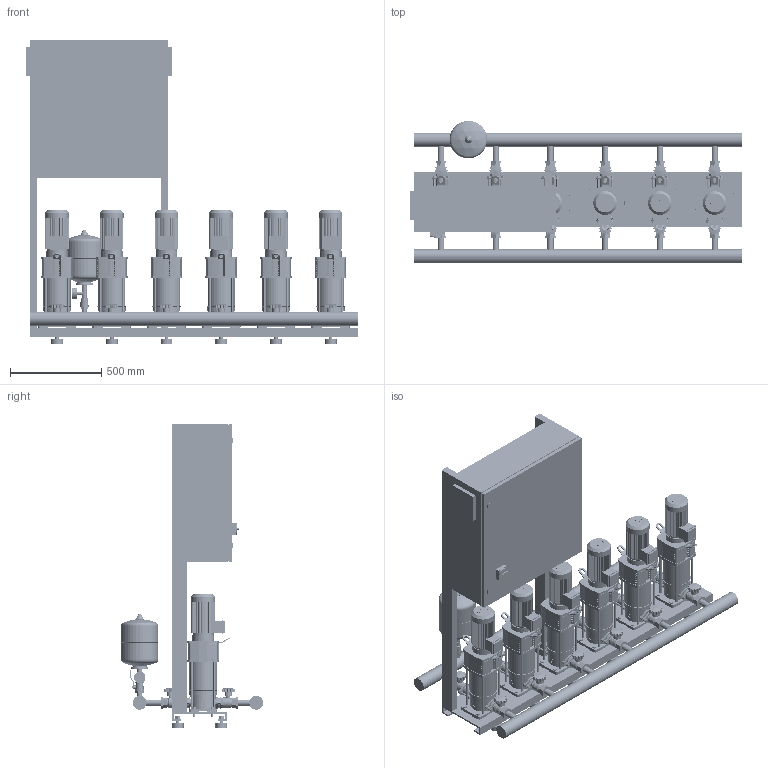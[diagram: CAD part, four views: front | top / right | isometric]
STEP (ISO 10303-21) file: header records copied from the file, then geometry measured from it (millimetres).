
FILE_DESCRIPTION((''),'2;1');
FILE_NAME('3d_COR-6HELIXV404_K_CC-01-2536496.stp','2016-01-22T12:14:08',(''),(''),'Mechanical Desktop 2009','Mechanical Desktop 2009',', , ');
FILE_SCHEMA(('CONFIG_CONTROL_DESIGN'));
Length unit declared in the file: millimetre
Products named in the file (1): Product
Bounding box: 1820 x 780.05 x 1670 mm (x, y, z)
Volume: 255341190 mm3; surface area: 12136702.5 mm2
Topology: 234 solids, 234 shells, 7229 faces, 18559 edges, 12198 vertices
Faces by surface type: plane 3293, cylinder 1998, bspline 1608, cone 300, torus 28, sphere 2
Entity records: 231353 total; most frequent: CARTESIAN_POINT 56137, ORIENTED_EDGE 37070, DIRECTION 34283, EDGE_CURVE 18535, VECTOR 12215, LINE 12215, VERTEX_POINT 12192, AXIS2_PLACEMENT_3D 11034
